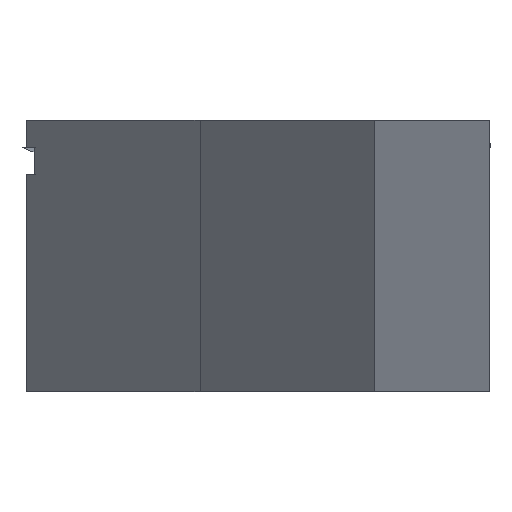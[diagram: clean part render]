
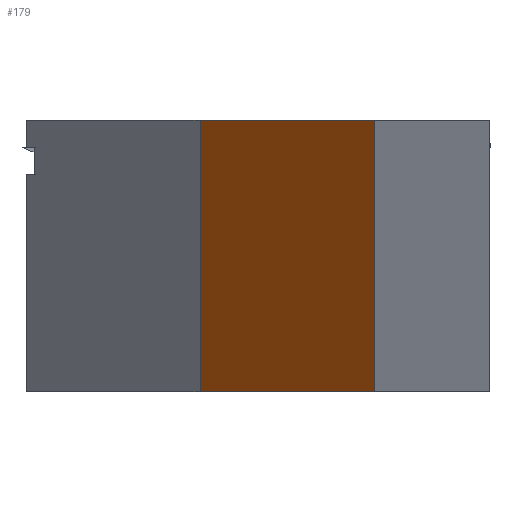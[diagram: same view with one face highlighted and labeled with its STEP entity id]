
A CAD part, left-side view. The second image highlights one B-rep face of the part: STEP entity #179.
In plain terms, the highlighted planar face has unit normal (-0.171, 0.985, 0).
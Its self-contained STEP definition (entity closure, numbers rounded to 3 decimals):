
#179=ADVANCED_FACE('',(#413),#415,.T.);
#413=FACE_BOUND('',#414,.T.);
#414=EDGE_LOOP('',(#609,#610,#611,#612));
#415=PLANE('',#416);
#416=AXIS2_PLACEMENT_3D('',#417,#418,#419);
#417=CARTESIAN_POINT('',(-73.418,25.305,11.45));
#418=DIRECTION('',(-0.171,0.985,0.));
#419=DIRECTION('',(-0.985,-0.171,0.));
#609=ORIENTED_EDGE('',*,*,#678,.T.);
#610=ORIENTED_EDGE('',*,*,#702,.F.);
#611=ORIENTED_EDGE('',*,*,#705,.F.);
#612=ORIENTED_EDGE('',*,*,#684,.F.);
#678=EDGE_CURVE('',#762,#760,#763,.T.);
#684=EDGE_CURVE('',#762,#771,#772,.T.);
#702=EDGE_CURVE('',#803,#760,#805,.F.);
#705=EDGE_CURVE('',#771,#803,#810,.T.);
#760=VERTEX_POINT('',#915);
#762=VERTEX_POINT('',#919);
#763=LINE('',#920,#921);
#771=VERTEX_POINT('',#942);
#772=LINE('',#943,#944);
#803=VERTEX_POINT('',#1010);
#805=LINE('',#1014,#1015);
#810=LINE('',#1027,#1028);
#915=CARTESIAN_POINT('',(-73.418,25.305,-2.5));
#919=CARTESIAN_POINT('',(-73.418,25.305,17.45));
#920=CARTESIAN_POINT('',(-73.418,25.305,17.45));
#921=VECTOR('',#922,1.);
#922=DIRECTION('',(0.,0.,-1.));
#942=CARTESIAN_POINT('',(-147.267,12.5,17.45));
#943=CARTESIAN_POINT('',(-73.418,25.305,17.45));
#944=VECTOR('',#945,1.);
#945=DIRECTION('',(-0.985,-0.171,0.));
#1010=CARTESIAN_POINT('',(-147.267,12.5,-2.5));
#1014=CARTESIAN_POINT('',(-73.418,25.305,-2.5));
#1015=VECTOR('',#1016,1.);
#1016=DIRECTION('',(-0.985,-0.171,0.));
#1027=CARTESIAN_POINT('',(-147.267,12.5,17.45));
#1028=VECTOR('',#1029,1.);
#1029=DIRECTION('',(0.,0.,-1.));
